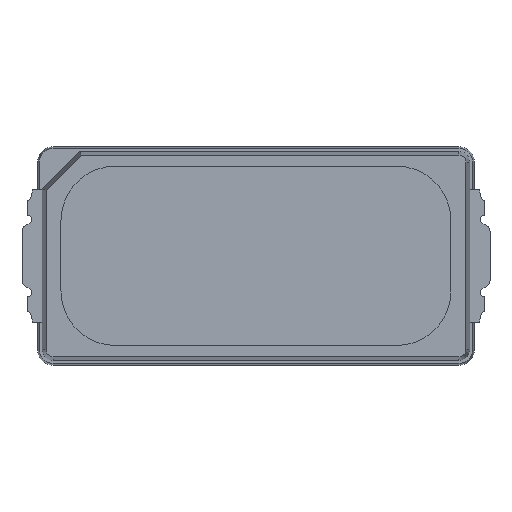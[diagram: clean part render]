
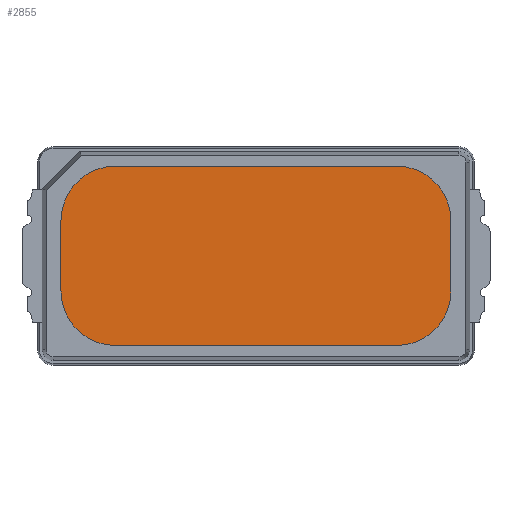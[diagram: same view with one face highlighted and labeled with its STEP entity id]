
A CAD part, top view. The second image highlights one B-rep face of the part: STEP entity #2855.
In plain terms, the highlighted planar face has unit normal (0, 0, 1).
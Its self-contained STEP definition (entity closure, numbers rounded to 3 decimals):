
#308=LINE('',#4508,#530);
#312=LINE('',#4520,#534);
#316=LINE('',#4532,#538);
#319=LINE('',#4541,#541);
#530=VECTOR('',#3803,1000.);
#534=VECTOR('',#3815,1000.);
#538=VECTOR('',#3827,1000.);
#541=VECTOR('',#3838,1000.);
#1206=ORIENTED_EDGE('',*,*,#1540,.T.);
#1207=ORIENTED_EDGE('',*,*,#1544,.T.);
#1208=ORIENTED_EDGE('',*,*,#1547,.T.);
#1209=ORIENTED_EDGE('',*,*,#1550,.T.);
#1210=ORIENTED_EDGE('',*,*,#1553,.T.);
#1211=ORIENTED_EDGE('',*,*,#1556,.T.);
#1212=ORIENTED_EDGE('',*,*,#1559,.T.);
#1213=ORIENTED_EDGE('',*,*,#1561,.T.);
#1540=EDGE_CURVE('',#1777,#1776,#1901,.T.);
#1544=EDGE_CURVE('',#1776,#1779,#308,.T.);
#1547=EDGE_CURVE('',#1779,#1781,#1903,.T.);
#1550=EDGE_CURVE('',#1781,#1783,#312,.T.);
#1553=EDGE_CURVE('',#1783,#1785,#1905,.T.);
#1556=EDGE_CURVE('',#1785,#1787,#316,.T.);
#1559=EDGE_CURVE('',#1787,#1789,#1907,.T.);
#1561=EDGE_CURVE('',#1789,#1777,#319,.T.);
#1776=VERTEX_POINT('',#4499);
#1777=VERTEX_POINT('',#4501);
#1779=VERTEX_POINT('',#4507);
#1781=VERTEX_POINT('',#4513);
#1783=VERTEX_POINT('',#4519);
#1785=VERTEX_POINT('',#4525);
#1787=VERTEX_POINT('',#4531);
#1789=VERTEX_POINT('',#4537);
#1901=CIRCLE('',#3106,0.35);
#1903=CIRCLE('',#3110,0.35);
#1905=CIRCLE('',#3114,0.35);
#1907=CIRCLE('',#3118,0.35);
#2046=EDGE_LOOP('',(#1206,#1207,#1208,#1209,#1210,#1211,#1212,#1213));
#2186=FACE_BOUND('',#2046,.T.);
#2255=PLANE('',#3120);
#2855=ADVANCED_FACE('',(#2186),#2255,.T.);
#3106=AXIS2_PLACEMENT_3D('',#4500,#3796,#3797);
#3110=AXIS2_PLACEMENT_3D('',#4514,#3809,#3810);
#3114=AXIS2_PLACEMENT_3D('',#4526,#3821,#3822);
#3118=AXIS2_PLACEMENT_3D('',#4538,#3833,#3834);
#3120=AXIS2_PLACEMENT_3D('',#4542,#3839,#3840);
#3796=DIRECTION('',(0.,0.,1.));
#3797=DIRECTION('',(1.,0.,0.));
#3803=DIRECTION('',(1.,0.,0.));
#3809=DIRECTION('',(0.,0.,1.));
#3810=DIRECTION('',(-1.,0.,0.));
#3815=DIRECTION('',(0.,1.,0.));
#3821=DIRECTION('',(0.,0.,1.));
#3822=DIRECTION('',(1.,0.,0.));
#3827=DIRECTION('',(-1.,0.,0.));
#3833=DIRECTION('',(0.,0.,1.));
#3834=DIRECTION('',(1.,0.,0.));
#3838=DIRECTION('',(0.,-1.,0.));
#3839=DIRECTION('',(0.,0.,1.));
#3840=DIRECTION('',(1.,0.,0.));
#4499=CARTESIAN_POINT('',(-0.9,-0.575,0.44));
#4500=CARTESIAN_POINT('',(-0.9,-0.225,0.44));
#4501=CARTESIAN_POINT('',(-1.25,-0.225,0.44));
#4507=CARTESIAN_POINT('',(0.9,-0.575,0.44));
#4508=CARTESIAN_POINT('',(-0.9,-0.575,0.44));
#4513=CARTESIAN_POINT('',(1.25,-0.225,0.44));
#4514=CARTESIAN_POINT('',(0.9,-0.225,0.44));
#4519=CARTESIAN_POINT('',(1.25,0.225,0.44));
#4520=CARTESIAN_POINT('',(1.25,-0.225,0.44));
#4525=CARTESIAN_POINT('',(0.9,0.575,0.44));
#4526=CARTESIAN_POINT('',(0.9,0.225,0.44));
#4531=CARTESIAN_POINT('',(-0.9,0.575,0.44));
#4532=CARTESIAN_POINT('',(0.9,0.575,0.44));
#4537=CARTESIAN_POINT('',(-1.25,0.225,0.44));
#4538=CARTESIAN_POINT('',(-0.9,0.225,0.44));
#4541=CARTESIAN_POINT('',(-1.25,0.225,0.44));
#4542=CARTESIAN_POINT('',(-0.9,-0.225,0.44));
